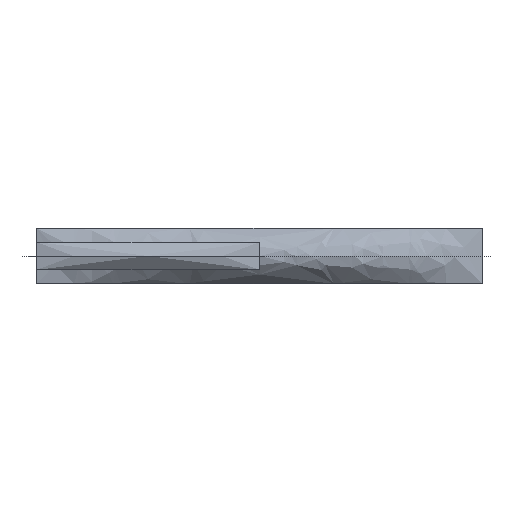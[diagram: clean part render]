
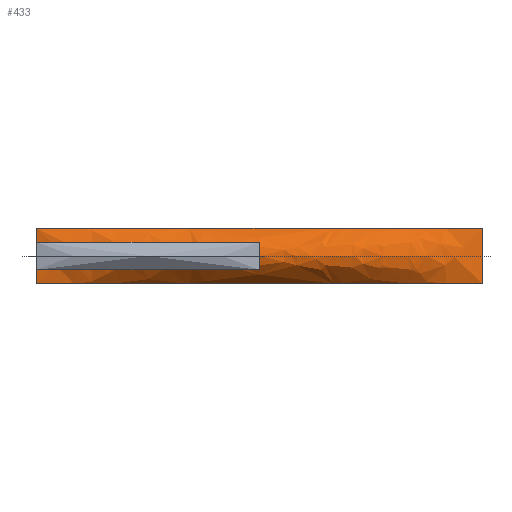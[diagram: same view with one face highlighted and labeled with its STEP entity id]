
A CAD part, front view. The second image highlights one B-rep face of the part: STEP entity #433.
In plain terms, the highlighted free-form (B-spline) face has degree [2, 2] with [3, 3] control points.
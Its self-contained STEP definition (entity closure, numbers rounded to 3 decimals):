
#433 = ADVANCED_FACE('',(#434),#468,.T.);
#434 = FACE_BOUND('',#435,.T.);
#435 = EDGE_LOOP('',(#436,#446,#454,#462));
#436 = ORIENTED_EDGE('',*,*,#437,.T.);
#437 = EDGE_CURVE('',#438,#440,#442,.T.);
#438 = VERTEX_POINT('',#439);
#439 = CARTESIAN_POINT('',(0.,0.,0.));
#440 = VERTEX_POINT('',#441);
#441 = CARTESIAN_POINT('',(3943.872,0.,0.));
#442 = B_SPLINE_CURVE_WITH_KNOTS('',2,(#443,#444,#445),.UNSPECIFIED.,.F.
  ,.F.,(3,3),(0.,3.283),.PIECEWISE_BEZIER_KNOTS.);
#443 = CARTESIAN_POINT('',(0.,0.,0.));
#444 = CARTESIAN_POINT('',(1971.936,0.,0.));
#445 = CARTESIAN_POINT('',(3943.872,0.,0.));
#446 = ORIENTED_EDGE('',*,*,#447,.T.);
#447 = EDGE_CURVE('',#440,#448,#450,.T.);
#448 = VERTEX_POINT('',#449);
#449 = CARTESIAN_POINT('',(3943.872,0.,492.725));
#450 = B_SPLINE_CURVE_WITH_KNOTS('',2,(#451,#452,#453),.UNSPECIFIED.,.F.
  ,.F.,(3,3),(0.,1.277),.PIECEWISE_BEZIER_KNOTS.);
#451 = CARTESIAN_POINT('',(3943.872,0.,0.));
#452 = CARTESIAN_POINT('',(3943.872,0.,246.363));
#453 = CARTESIAN_POINT('',(3943.872,0.,492.725));
#454 = ORIENTED_EDGE('',*,*,#455,.T.);
#455 = EDGE_CURVE('',#448,#456,#458,.T.);
#456 = VERTEX_POINT('',#457);
#457 = CARTESIAN_POINT('',(0.,0.,492.725));
#458 = B_SPLINE_CURVE_WITH_KNOTS('',2,(#459,#460,#461),.UNSPECIFIED.,.F.
  ,.F.,(3,3),(-3.283,0.),.PIECEWISE_BEZIER_KNOTS.);
#459 = CARTESIAN_POINT('',(3943.872,0.,492.725));
#460 = CARTESIAN_POINT('',(1971.936,0.,492.725));
#461 = CARTESIAN_POINT('',(0.,0.,492.725));
#462 = ORIENTED_EDGE('',*,*,#463,.T.);
#463 = EDGE_CURVE('',#456,#438,#464,.T.);
#464 = B_SPLINE_CURVE_WITH_KNOTS('',2,(#465,#466,#467),.UNSPECIFIED.,.F.
  ,.F.,(3,3),(-1.277,0.),.PIECEWISE_BEZIER_KNOTS.);
#465 = CARTESIAN_POINT('',(0.,0.,492.725));
#466 = CARTESIAN_POINT('',(0.,0.,246.363));
#467 = CARTESIAN_POINT('',(0.,0.,0.));
#468 = B_SPLINE_SURFACE_WITH_KNOTS('',2,2,(
    (#469,#470,#471)
    ,(#472,#473,#474)
    ,(#475,#476,#477
    )),.UNSPECIFIED.,.F.,.F.,.F.,(3,3),(3,3),(0.,3.283),(0.,
    1.277),.PIECEWISE_BEZIER_KNOTS.);
#469 = CARTESIAN_POINT('',(0.,0.,0.));
#470 = CARTESIAN_POINT('',(0.,0.,246.363));
#471 = CARTESIAN_POINT('',(0.,0.,492.725));
#472 = CARTESIAN_POINT('',(1971.936,0.,0.));
#473 = CARTESIAN_POINT('',(1971.936,-788.774,
    246.363));
#474 = CARTESIAN_POINT('',(1971.936,0.,492.725));
#475 = CARTESIAN_POINT('',(3943.872,0.,0.));
#476 = CARTESIAN_POINT('',(3943.872,0.,246.363));
#477 = CARTESIAN_POINT('',(3943.872,0.,492.725));
